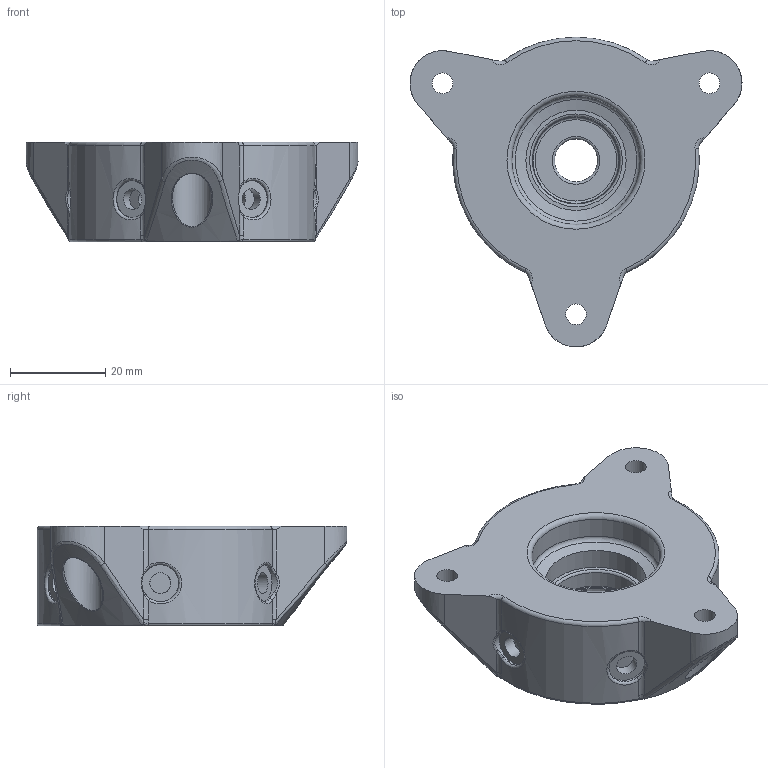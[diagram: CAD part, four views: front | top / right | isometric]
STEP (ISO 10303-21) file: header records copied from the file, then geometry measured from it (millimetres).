
FILE_DESCRIPTION(/* description */ (''),/* implementation_level */ '2;1');
FILE_NAME(/* name */ 'Top Cap.stp',/* time_stamp */ '2024-08-09T23:23:51-06:00',/* author */ ('PC'),/* organization */ (''),/* preprocessor_version */ 'ST-DEVELOPER v20',/* originating_system */ 'Autodesk Inventor 2025',/* authorisation */ '');
FILE_SCHEMA (('AUTOMOTIVE_DESIGN { 1 0 10303 214 3 1 1 }'));
Length unit declared in the file: millimetre
Products named in the file (1): Top Cap
Bounding box: 69.77 x 65.08 x 21 mm (x, y, z)
Volume: 32653.8 mm3; surface area: 16899.2 mm2
Topology: 1 solids, 1 shells, 223 faces, 545 edges, 341 vertices
Faces by surface type: cylinder 79, plane 63, bspline 48, torus 25, cone 8
Full cylindrical faces by diameter (mm): 4.35 x3, 4.4 x18, 7.75 x6, 8.2 x3, 9 x1, 18.1 x1, 18.5 x1, 21.08 x1, 27 x1, 37.65 x1, 44.9 x1
Entity records: 10537 total; most frequent: CARTESIAN_POINT 5409, ORIENTED_EDGE 1090, DIRECTION 976, EDGE_CURVE 545, AXIS2_PLACEMENT_3D 391, VERTEX_POINT 341, EDGE_LOOP 272, FACE_OUTER_BOUND 223
